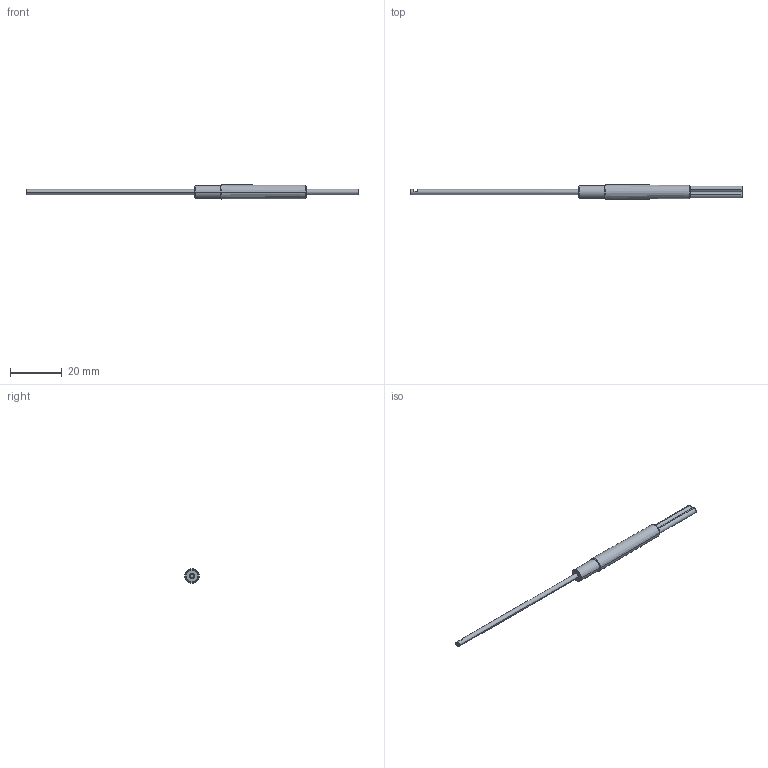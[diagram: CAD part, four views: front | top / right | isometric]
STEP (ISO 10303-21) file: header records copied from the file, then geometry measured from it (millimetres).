
FILE_DESCRIPTION((''),'2;1');
FILE_NAME('FU-75','2020-05-26T08:51:22',('Administrator'),(''),'CREO PARAMETRIC BY PTC INC, 2018400','CREO PARAMETRIC BY PTC INC, 2018400','');
FILE_SCHEMA(('AUTOMOTIVE_DESIGN { 1 0 10303 214 1 1 1 1 }'));
Length unit declared in the file: millimetre
Products named in the file (1): FU-75
Bounding box: 128 x 5.7 x 5.7 mm (x, y, z)
Volume: 1309.4 mm3; surface area: 1442.8 mm2
Topology: 1 solids, 1 shells, 31 faces, 67 edges, 42 vertices
Faces by surface type: plane 11, cylinder 10, cone 10
Entity records: 1130 total; most frequent: DIRECTION 165, CARTESIAN_POINT 142, ORIENTED_EDGE 134, AXIS2_PLACEMENT_3D 67, EDGE_CURVE 67, VERTEX_POINT 42, CIRCLE 36, EDGE_LOOP 35
